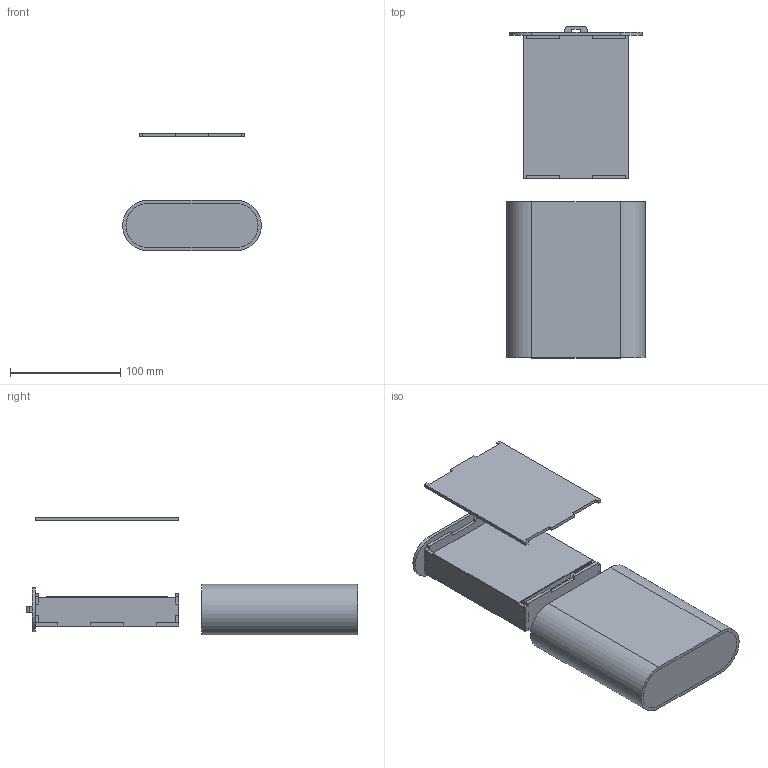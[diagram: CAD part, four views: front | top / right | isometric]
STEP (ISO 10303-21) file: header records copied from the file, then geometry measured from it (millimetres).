
FILE_DESCRIPTION(/* description */ (''),/* implementation_level */ '2;1');
FILE_NAME(/* name */ 'Portable_Harddrive-STEP214.stp',/* time_stamp */ '2024-05-22T22:13:32+02:00',/* author */ (''),/* organization */ (''),/* preprocessor_version */ 'ST-DEVELOPER v19.3',/* originating_system */ 'SIEMENS PLM Software NX2212.4000',/* authorisation */ '');
FILE_SCHEMA (('AUTOMOTIVE_DESIGN { 1 0 10303 214 3 1 1 1 }'));
Length unit declared in the file: millimetre
Products named in the file (16): Schap_HendelHouder; Kartonhouder; Schap_Hendeltje; Buitenkant_Ring; Buitenkant_Achterplaat; Buitenkant_BaanZij; Buitenkant_BaanOnder; Buitenkant_Leidstok; Buitenkant_Tussenschot; Schap_Voorplaat; Schap_Zijplaat; Schap_AchterVoorplaat; Schap_Achterplaat; Schap_Boven; Schap_Onder; Ass_DriveDoosje
Assembly tree (41 placements, depth 2):
  Ass_DriveDoosje
    Schap_Onder
    Schap_Boven
    Schap_Achterplaat
    Schap_AchterVoorplaat
    Schap_Zijplaat  x2
    Schap_Voorplaat
    Buitenkant_Tussenschot  x15
    Buitenkant_Leidstok  x2
    Buitenkant_BaanOnder  x8
    Buitenkant_BaanZij  x4
    Buitenkant_Achterplaat
    Buitenkant_Ring
    Schap_Hendeltje
    Kartonhouder
    Schap_HendelHouder
Bounding box: 126 x 301.5 x 107 mm (x, y, z)
Volume: 543116.1 mm3; surface area: 372385 mm2
Topology: 41 solids, 41 shells, 1335 faces, 3756 edges, 2504 vertices
Faces by surface type: plane 1291, cylinder 44
Entity records: 10573 total; most frequent: CARTESIAN_POINT 1813, ORIENTED_EDGE 1740, DIRECTION 1628, EDGE_CURVE 870, LINE 838, VECTOR 838, VERTEX_POINT 580, AXIS2_PLACEMENT_3D 395
